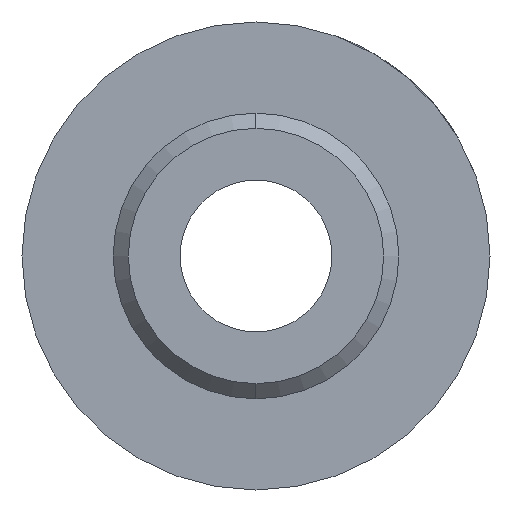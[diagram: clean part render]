
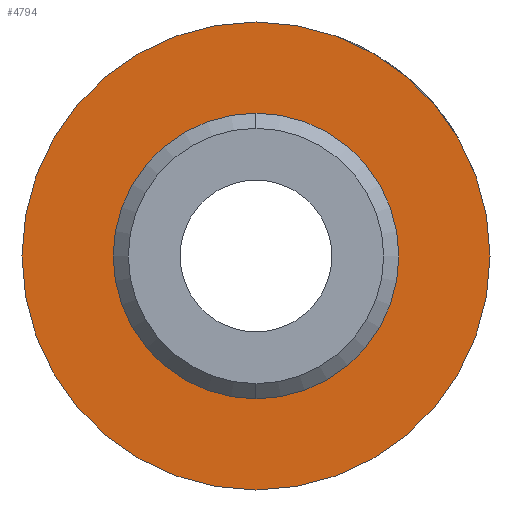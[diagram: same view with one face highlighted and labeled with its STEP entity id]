
A CAD part, left-side view. The second image highlights one B-rep face of the part: STEP entity #4794.
In plain terms, the highlighted planar face has unit normal (-1, 0, 0).
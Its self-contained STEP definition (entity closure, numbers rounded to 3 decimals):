
#155 = FACE_BOUND ( 'NONE', #2560, .T. ) ;
#166 = AXIS2_PLACEMENT_3D ( 'NONE', #905, #4831, #854 ) ;
#167 = DIRECTION ( 'NONE',  ( -1., 0., 0. ) ) ;
#223 = CARTESIAN_POINT ( 'NONE',  ( 12., 0., -7.7 ) ) ;
#473 = CIRCLE ( 'NONE', #1402, 4.7 ) ;
#569 = ORIENTED_EDGE ( 'NONE', *, *, #2083, .F. ) ;
#648 = DIRECTION ( 'NONE',  ( -1., 0., 0. ) ) ;
#828 = AXIS2_PLACEMENT_3D ( 'NONE', #3304, #3728, #2019 ) ;
#854 = DIRECTION ( 'NONE',  ( 0., 0., -1. ) ) ;
#905 = CARTESIAN_POINT ( 'NONE',  ( 12., 4.7, 0. ) ) ;
#988 = CARTESIAN_POINT ( 'NONE',  ( 12., 0., 7.7 ) ) ;
#1169 = VERTEX_POINT ( 'NONE', #2585 ) ;
#1210 = DIRECTION ( 'NONE',  ( 0., 0., 1. ) ) ;
#1343 = EDGE_LOOP ( 'NONE', ( #2156, #4113 ) ) ;
#1402 = AXIS2_PLACEMENT_3D ( 'NONE', #3382, #167, #5003 ) ;
#1825 = CARTESIAN_POINT ( 'NONE',  ( 12., 0., 0. ) ) ;
#1826 = AXIS2_PLACEMENT_3D ( 'NONE', #1825, #648, #1210 ) ;
#1974 = CARTESIAN_POINT ( 'NONE',  ( 12., 0., 4.7 ) ) ;
#1994 = CARTESIAN_POINT ( 'NONE',  ( 12., 0., 0. ) ) ;
#2019 = DIRECTION ( 'NONE',  ( 0., 0., 1. ) ) ;
#2065 = CIRCLE ( 'NONE', #1826, 7.7 ) ;
#2083 = EDGE_CURVE ( 'NONE', #2210, #1169, #473, .T. ) ;
#2156 = ORIENTED_EDGE ( 'NONE', *, *, #5096, .T. ) ;
#2210 = VERTEX_POINT ( 'NONE', #1974 ) ;
#2390 = VERTEX_POINT ( 'NONE', #988 ) ;
#2560 = EDGE_LOOP ( 'NONE', ( #569, #4764 ) ) ;
#2579 = VERTEX_POINT ( 'NONE', #223 ) ;
#2585 = CARTESIAN_POINT ( 'NONE',  ( 12., 0., -4.7 ) ) ;
#3003 = CIRCLE ( 'NONE', #3587, 4.7 ) ;
#3304 = CARTESIAN_POINT ( 'NONE',  ( 12., 0., 0. ) ) ;
#3382 = CARTESIAN_POINT ( 'NONE',  ( 12., 0., 0. ) ) ;
#3524 = DIRECTION ( 'NONE',  ( -1., 0., 0. ) ) ;
#3587 = AXIS2_PLACEMENT_3D ( 'NONE', #1994, #3524, #4403 ) ;
#3691 = EDGE_CURVE ( 'NONE', #2579, #2390, #2065, .T. ) ;
#3728 = DIRECTION ( 'NONE',  ( -1., 0., 0. ) ) ;
#4113 = ORIENTED_EDGE ( 'NONE', *, *, #3691, .T. ) ;
#4403 = DIRECTION ( 'NONE',  ( 0., 0., 1. ) ) ;
#4439 = FACE_OUTER_BOUND ( 'NONE', #1343, .T. ) ;
#4491 = PLANE ( 'NONE',  #166 ) ;
#4590 = CIRCLE ( 'NONE', #828, 7.7 ) ;
#4764 = ORIENTED_EDGE ( 'NONE', *, *, #4943, .F. ) ;
#4794 = ADVANCED_FACE ( 'NONE', ( #155, #4439 ), #4491, .F. ) ;
#4831 = DIRECTION ( 'NONE',  ( 1., 0., 0. ) ) ;
#4943 = EDGE_CURVE ( 'NONE', #1169, #2210, #3003, .T. ) ;
#5003 = DIRECTION ( 'NONE',  ( 0., 0., 1. ) ) ;
#5096 = EDGE_CURVE ( 'NONE', #2390, #2579, #4590, .T. ) ;
